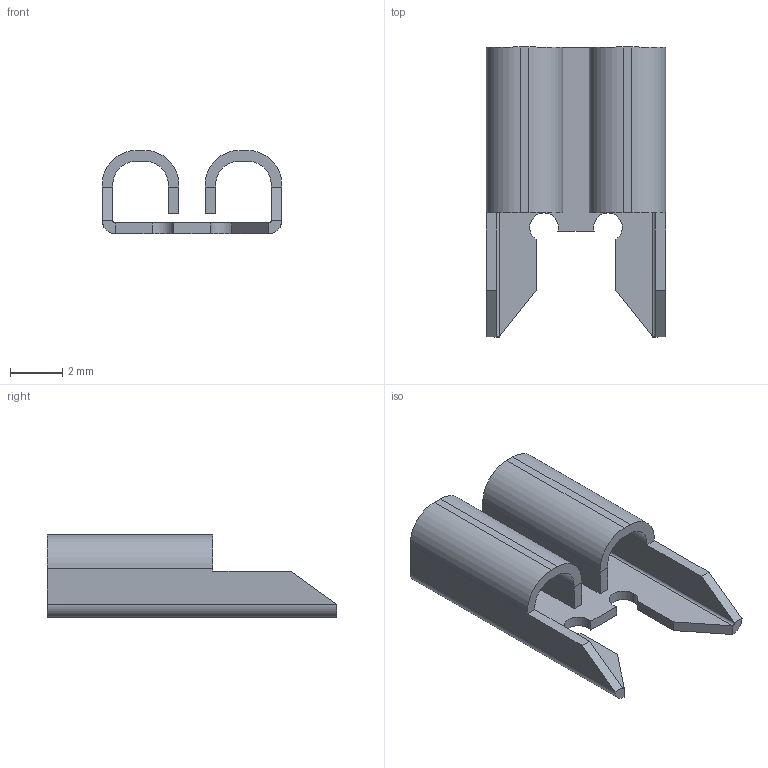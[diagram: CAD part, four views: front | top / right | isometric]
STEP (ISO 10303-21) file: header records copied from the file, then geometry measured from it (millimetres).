
FILE_DESCRIPTION (( 'STEP AP214' ), '1' );
FILE_NAME ('BK-6006.STEP', '2020-01-31T17:37:39', ( '' ), ( '' ), 'SwSTEP 2.0', 'SolidWorks 2017', '' );
FILE_SCHEMA (( 'AUTOMOTIVE_DESIGN' ));
Length unit declared in the file: millimetre
Products named in the file (1): BK-6006
Bounding box: 6.88 x 11.1 x 3.18 mm (x, y, z)
Volume: 60.6 mm3; surface area: 325.9 mm2
Topology: 1 solids, 1 shells, 62 faces, 152 edges, 92 vertices
Faces by surface type: plane 44, cylinder 18
Entity records: 1822 total; most frequent: CARTESIAN_POINT 319, DIRECTION 310, ORIENTED_EDGE 304, EDGE_CURVE 152, VECTOR 112, LINE 112, AXIS2_PLACEMENT_3D 99, VERTEX_POINT 92
